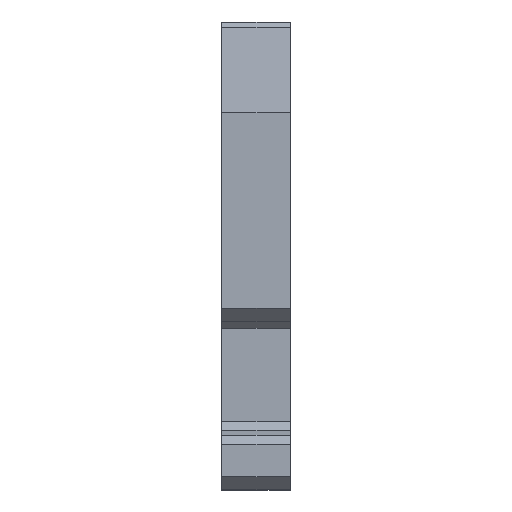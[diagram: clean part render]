
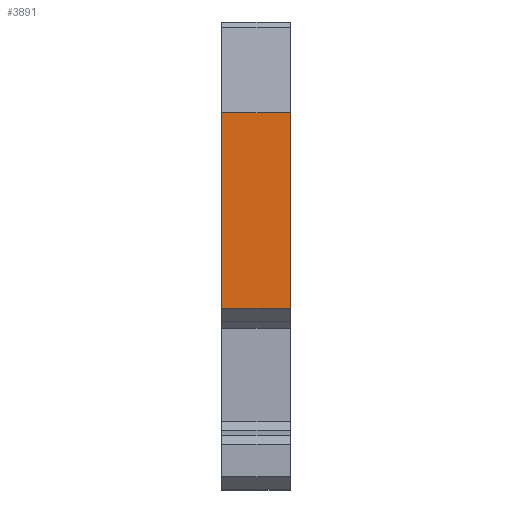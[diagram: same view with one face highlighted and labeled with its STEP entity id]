
A CAD part, left-side view. The second image highlights one B-rep face of the part: STEP entity #3891.
In plain terms, the highlighted free-form (B-spline) face has degree [1, 1] with [2, 2] control points.
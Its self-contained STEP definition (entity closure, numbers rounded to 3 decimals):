
#2641=CARTESIAN_POINT('',(55.6,-15.995,-7.305));
#2642=VERTEX_POINT('',#2641);
#2658=CARTESIAN_POINT('',(55.6,-21.195,-7.305));
#2659=VERTEX_POINT('',#2658);
#2668=CARTESIAN_POINT('',(55.6,-15.995,-7.305));
#2669=CARTESIAN_POINT('',(55.6,-21.195,-7.305));
#2670=B_SPLINE_CURVE_WITH_KNOTS('',1,(#2668,#2669),.POLYLINE_FORM.,.F.,.U.,(2,2),(0.,1.),.UNSPECIFIED.);
#2671=EDGE_CURVE('',#2642,#2659,#2670,.T.);
#3323=CARTESIAN_POINT('',(55.6,-15.995,7.491));
#3324=VERTEX_POINT('',#3323);
#3325=CARTESIAN_POINT('',(55.6,-15.995,-7.305));
#3326=CARTESIAN_POINT('',(55.6,-15.995,7.491));
#3327=B_SPLINE_CURVE_WITH_KNOTS('',1,(#3325,#3326),.POLYLINE_FORM.,.F.,.U.,(2,2),(0.,1.),.UNSPECIFIED.);
#3328=EDGE_CURVE('',#2642,#3324,#3327,.T.);
#3870=CARTESIAN_POINT('',(55.6,-21.195,13.932));
#3871=CARTESIAN_POINT('',(55.6,-15.995,13.932));
#3872=CARTESIAN_POINT('',(55.6,-21.195,-7.305));
#3873=CARTESIAN_POINT('',(55.6,-15.995,-7.305));
#3874=B_SPLINE_SURFACE_WITH_KNOTS('',1,1,((#3870,#3871),(#3872,#3873)),.PLANE_SURF.,.F.,.F.,.U.,(2,2),(2,2),(-0.478,1.),(0.,1.),.UNSPECIFIED.);
#3875=ORIENTED_EDGE('',*,*,#2671,.F.);
#3876=ORIENTED_EDGE('',*,*,#3328,.T.);
#3877=CARTESIAN_POINT('',(55.6,-21.195,7.491));
#3878=VERTEX_POINT('',#3877);
#3879=CARTESIAN_POINT('',(55.6,-15.995,7.491));
#3880=CARTESIAN_POINT('',(55.6,-21.195,7.491));
#3881=B_SPLINE_CURVE_WITH_KNOTS('',1,(#3879,#3880),.POLYLINE_FORM.,.F.,.U.,(2,2),(0.47,0.53),.UNSPECIFIED.);
#3882=EDGE_CURVE('',#3324,#3878,#3881,.T.);
#3883=ORIENTED_EDGE('',*,*,#3882,.T.);
#3884=CARTESIAN_POINT('',(55.6,-21.195,-7.305));
#3885=CARTESIAN_POINT('',(55.6,-21.195,7.491));
#3886=B_SPLINE_CURVE_WITH_KNOTS('',1,(#3884,#3885),.POLYLINE_FORM.,.F.,.U.,(2,2),(0.,1.),.UNSPECIFIED.);
#3887=EDGE_CURVE('',#2659,#3878,#3886,.T.);
#3888=ORIENTED_EDGE('',*,*,#3887,.F.);
#3889=EDGE_LOOP('',(#3875,#3876,#3883,#3888));
#3890=FACE_OUTER_BOUND('',#3889,.F.);
#3891=ADVANCED_FACE('',(#3890),#3874,.F.);
